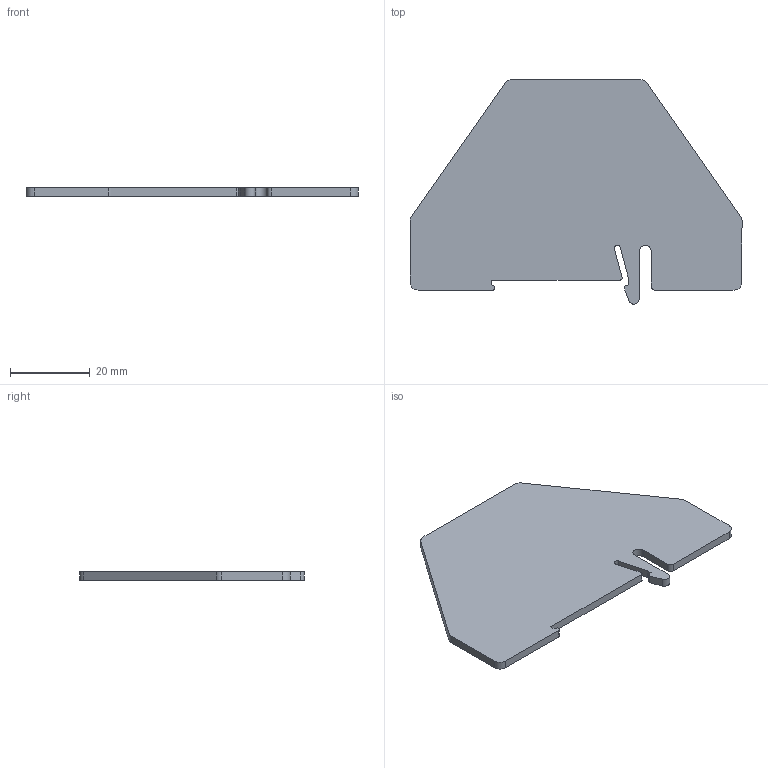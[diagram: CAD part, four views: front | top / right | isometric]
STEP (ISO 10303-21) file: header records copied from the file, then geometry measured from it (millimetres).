
FILE_DESCRIPTION(('OneSpaceDesigner STEP Export'),'2;1');
FILE_NAME('1413285_atp-dikd15_select.stp','2004-10-04T12:18:32',(''),(''),'OneSpace Designer STEP processor (Jan. 2003) for AP203(Solid Model)','OneSpace Designer 12.01C 26-Mar-2004 (C) CoCreate Software GmbH','');
FILE_SCHEMA(('CONFIG_CONTROL_DESIGN'));
Length unit declared in the file: millimetre
Products named in the file (2): 1413285_atp-dikd15_select
Assembly tree (1 placements, depth 2):
  1413285_atp-dikd15_select
    1413285_atp-dikd15_select
Bounding box: 83 x 56.05 x 2.05 mm (x, y, z)
Volume: 6965.7 mm3; surface area: 7383.2 mm2
Topology: 1 solids, 1 shells, 35 faces, 99 edges, 66 vertices
Faces by surface type: plane 21, cylinder 14
Entity records: 1333 total; most frequent: ORIENTED_EDGE 198, CARTESIAN_POINT 196, DIRECTION 189, EDGE_CURVE 99, VECTOR 71, LINE 71, VERTEX_POINT 66, AXIS2_PLACEMENT_3D 59
